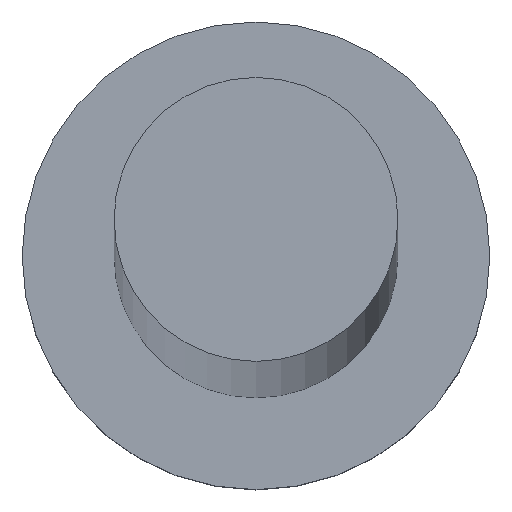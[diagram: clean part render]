
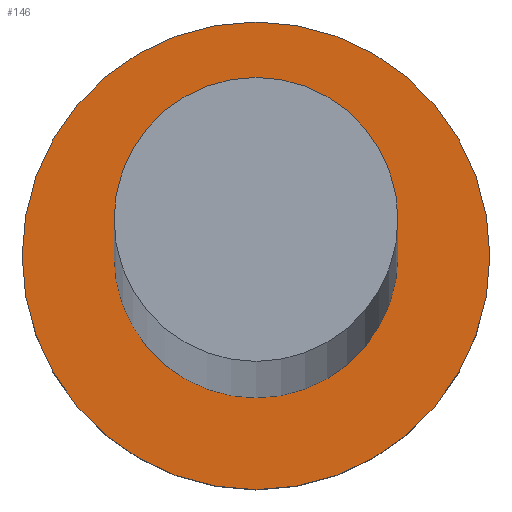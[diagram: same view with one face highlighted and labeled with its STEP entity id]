
A CAD part, top view. The second image highlights one B-rep face of the part: STEP entity #146.
In plain terms, the highlighted planar face has unit normal (0, 0, 1).
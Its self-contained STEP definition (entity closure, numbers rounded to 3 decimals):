
#7 = VERTEX_POINT ( 'NONE', #142 ) ;
#12 = DIRECTION ( 'NONE',  ( 1., 0., 0. ) ) ;
#13 = CARTESIAN_POINT ( 'NONE',  ( 0., 0., 5. ) ) ;
#19 = AXIS2_PLACEMENT_3D ( 'NONE', #29, #110, #131 ) ;
#24 = EDGE_CURVE ( 'NONE', #7, #70, #38, .T. ) ;
#28 = ORIENTED_EDGE ( 'NONE', *, *, #78, .F. ) ;
#29 = CARTESIAN_POINT ( 'NONE',  ( 0., 0., 5. ) ) ;
#32 = CARTESIAN_POINT ( 'NONE',  ( -7., 0., 5. ) ) ;
#33 = AXIS2_PLACEMENT_3D ( 'NONE', #189, #95, #226 ) ;
#38 = CIRCLE ( 'NONE', #216, 4.25 ) ;
#40 = EDGE_CURVE ( 'NONE', #43, #202, #186, .T. ) ;
#43 = VERTEX_POINT ( 'NONE', #32 ) ;
#46 = EDGE_LOOP ( 'NONE', ( #159, #52 ) ) ;
#52 = ORIENTED_EDGE ( 'NONE', *, *, #115, .T. ) ;
#54 = FACE_BOUND ( 'NONE', #87, .T. ) ;
#69 = AXIS2_PLACEMENT_3D ( 'NONE', #132, #217, #214 ) ;
#70 = VERTEX_POINT ( 'NONE', #207 ) ;
#72 = CARTESIAN_POINT ( 'NONE',  ( 0., 0., 5. ) ) ;
#78 = EDGE_CURVE ( 'NONE', #70, #7, #173, .T. ) ;
#80 = PLANE ( 'NONE',  #69 ) ;
#87 = EDGE_LOOP ( 'NONE', ( #157, #28 ) ) ;
#95 = DIRECTION ( 'NONE',  ( 0., 0., 1. ) ) ;
#107 = CIRCLE ( 'NONE', #180, 7. ) ;
#110 = DIRECTION ( 'NONE',  ( 0., 0., 1. ) ) ;
#115 = EDGE_CURVE ( 'NONE', #202, #43, #107, .T. ) ;
#130 = FACE_OUTER_BOUND ( 'NONE', #46, .T. ) ;
#131 = DIRECTION ( 'NONE',  ( 1., 0., 0. ) ) ;
#132 = CARTESIAN_POINT ( 'NONE',  ( 0., 0., 5. ) ) ;
#142 = CARTESIAN_POINT ( 'NONE',  ( -4.25, 0., 5. ) ) ;
#146 = ADVANCED_FACE ( 'NONE', ( #54, #130 ), #80, .T. ) ;
#157 = ORIENTED_EDGE ( 'NONE', *, *, #24, .F. ) ;
#159 = ORIENTED_EDGE ( 'NONE', *, *, #40, .T. ) ;
#173 = CIRCLE ( 'NONE', #19, 4.25 ) ;
#180 = AXIS2_PLACEMENT_3D ( 'NONE', #72, #228, #12 ) ;
#186 = CIRCLE ( 'NONE', #33, 7. ) ;
#189 = CARTESIAN_POINT ( 'NONE',  ( 0., 0., 5. ) ) ;
#202 = VERTEX_POINT ( 'NONE', #249 ) ;
#207 = CARTESIAN_POINT ( 'NONE',  ( 4.25, 0., 5. ) ) ;
#211 = DIRECTION ( 'NONE',  ( 0., 0., 1. ) ) ;
#214 = DIRECTION ( 'NONE',  ( 1., 0., 0. ) ) ;
#216 = AXIS2_PLACEMENT_3D ( 'NONE', #13, #211, #244 ) ;
#217 = DIRECTION ( 'NONE',  ( 0., 0., 1. ) ) ;
#226 = DIRECTION ( 'NONE',  ( 1., 0., 0. ) ) ;
#228 = DIRECTION ( 'NONE',  ( 0., 0., 1. ) ) ;
#244 = DIRECTION ( 'NONE',  ( 1., 0., 0. ) ) ;
#249 = CARTESIAN_POINT ( 'NONE',  ( 7., 0., 5. ) ) ;
